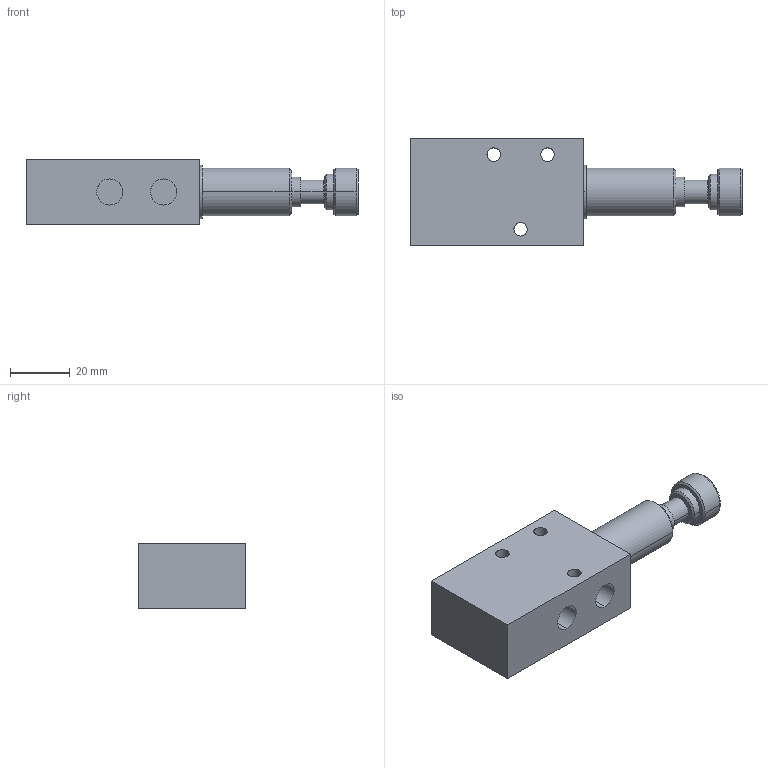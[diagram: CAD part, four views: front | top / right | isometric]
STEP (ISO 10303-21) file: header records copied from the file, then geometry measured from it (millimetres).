
FILE_DESCRIPTION(/* description */ (''),/* implementation_level */ '2;1');
FILE_NAME(/* name */ 'P311~F3Q',/* time_stamp */ '2018-12-13T11:46:33+01:00',/* author */ (''),/* organization */ (''),/* preprocessor_version */ 'ST-DEVELOPER v15',/* originating_system */ '',/* authorisation */ '');
FILE_SCHEMA (('CONFIG_CONTROL_DESIGN'));
Length unit declared in the file: millimetre
Products named in the file (1): Document
Bounding box: 111.03 x 36 x 22 mm (x, y, z)
Volume: 8596.1 mm3; surface area: 15496.3 mm2
Topology: 10 solids, 37 shells, 87 faces, 260 edges, 180 vertices
Faces by surface type: bspline 76, plane 11
Entity records: 3125 total; most frequent: CARTESIAN_POINT 1834, ORIENTED_EDGE 320, EDGE_CURVE 220, VERTEX_POINT 180, EDGE_LOOP 98, ADVANCED_FACE 87, FACE_OUTER_BOUND 87, B_SPLINE_CURVE_WITH_KNOTS 86
